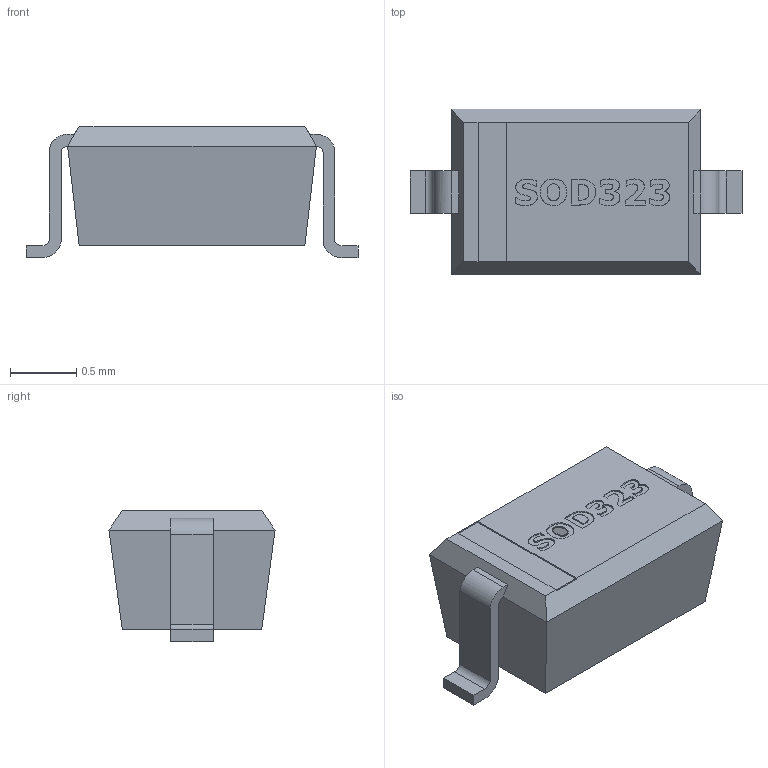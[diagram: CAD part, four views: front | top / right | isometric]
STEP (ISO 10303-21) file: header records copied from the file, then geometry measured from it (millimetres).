
FILE_DESCRIPTION (( 'STEP AP214' ), '1' );
FILE_NAME ('D71D7B85-41B3-4E6E-8EF0-F9B8387F58C0.STEP', '2022-08-09T22:12:22', ( '' ), ( '' ), 'SwSTEP 2.0', 'SolidWorks 2022', '' );
FILE_SCHEMA (( 'AUTOMOTIVE_DESIGN' ));
Length unit declared in the file: millimetre
Products named in the file (1): D71D7B85-41B3-4E6E-8EF0-F9B8387F58C0
Bounding box: 2.5 x 1.25 x 0.99 mm (x, y, z)
Surface area: 10.9 mm2 (no closed solid volume)
Topology: 0 solids, 1 shells, 94 faces, 243 edges, 158 vertices
Faces by surface type: plane 63, bspline 24, cylinder 7
Entity records: 5906 total; most frequent: CARTESIAN_POINT 2708, ORIENTED_EDGE 484, DIRECTION 351, EDGE_CURVE 243, LINE 181, VECTOR 181, VERTEX_POINT 158, EDGE_LOOP 102
